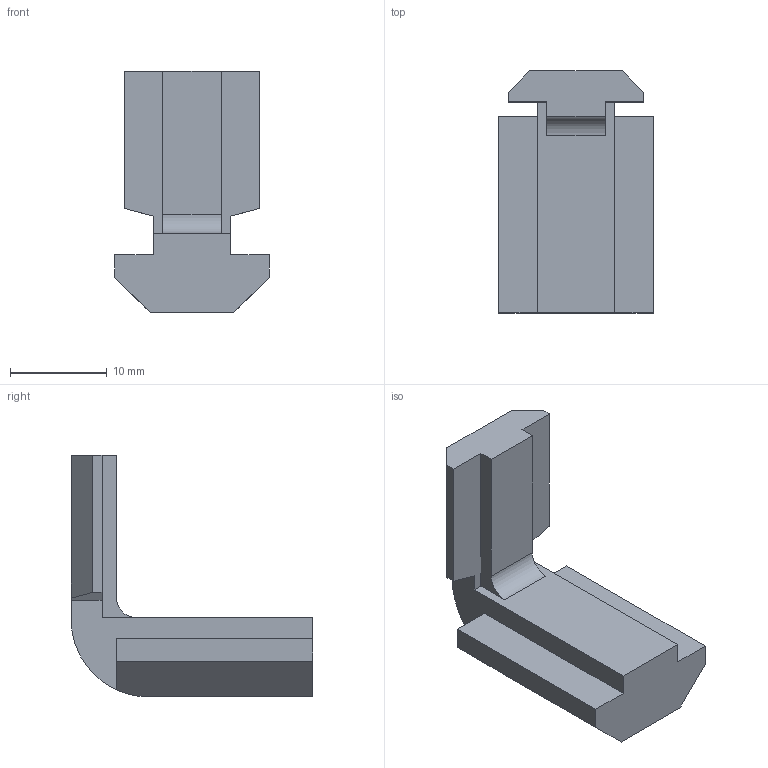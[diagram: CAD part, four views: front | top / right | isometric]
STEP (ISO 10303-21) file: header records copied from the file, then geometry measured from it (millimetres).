
FILE_DESCRIPTION(('STEP AP214'),'1');
FILE_NAME('cctmp_F32E8B1A-20F6-4E64-B2E1-EBB182AB664D_2020_1_13_17_14_12_524..stp','2020-01-13T16:14:12',('Bosch Rexroth AG'),('CADClick - www.CADClick.com'),'Spatial InterOp 3D',' ','unknown authorization - (Healing Option Enabled)');
FILE_SCHEMA(('AUTOMOTIVE_DESIGN'));
Length unit declared in the file: millimetre
Products named in the file (1): 2020_01_13__17-14-12-524
Bounding box: 16 x 25 x 25 mm (x, y, z)
Volume: 3022.9 mm3; surface area: 1778.3 mm2
Topology: 1 solids, 1 shells, 28 faces, 78 edges, 52 vertices
Faces by surface type: plane 26, cylinder 2
Entity records: 1142 total; most frequent: CARTESIAN_POINT 171, ORIENTED_EDGE 156, DIRECTION 138, EDGE_CURVE 78, LINE 72, VECTOR 72, VERTEX_POINT 52, AXIS2_PLACEMENT_3D 33
